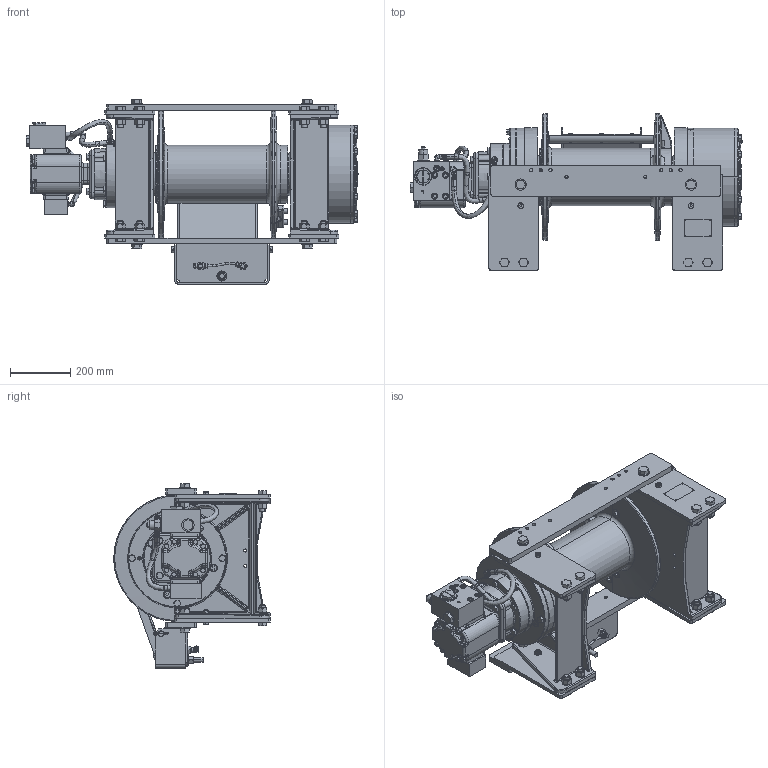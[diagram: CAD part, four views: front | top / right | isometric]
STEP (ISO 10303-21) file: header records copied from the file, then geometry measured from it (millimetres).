
FILE_DESCRIPTION((''),'2;1');
FILE_NAME('TWG-TEMP','2020-10-19T03:09:17',('Administrator'),(''),'CREO PARAMETRIC BY PTC INC, 2019030','CREO PARAMETRIC BY PTC INC, 2019030','');
FILE_SCHEMA(('AUTOMOTIVE_DESIGN { 1 0 10303 214 1 1 1 1 }'));
Length unit declared in the file: inch
Products named in the file (1): TWG-TEMP
Bounding box: 1097.73 x 517.52 x 609.4 mm (x, y, z)
Volume: 33382.5 mm3; surface area: 3889830.4 mm2
Topology: 1 solids, 294 shells, 3390 faces, 10455 edges, 7135 vertices
Faces by surface type: plane 1273, cylinder 807, torus 568, cone 444, bspline 224, sphere 58, extrusion 16
Entity records: 185063 total; most frequent: CARTESIAN_POINT 74012, ORIENTED_EDGE 17148, DIRECTION 16929, EDGE_CURVE 10344, VERTEX_POINT 7135, AXIS2_PLACEMENT_3D 6287, VECTOR 4352, LINE 4336
